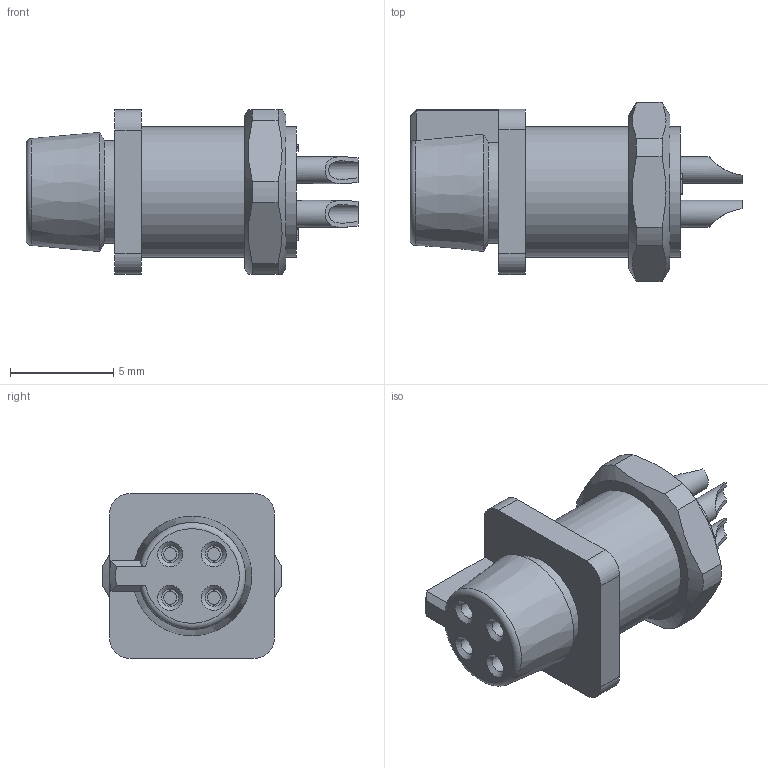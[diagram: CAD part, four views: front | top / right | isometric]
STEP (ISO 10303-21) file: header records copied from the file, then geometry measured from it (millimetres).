
FILE_DESCRIPTION(/* description */ (''),/* implementation_level */ '2;1');
FILE_NAME(/* name */ '09_9766_30_04_001_01.stp',/* time_stamp */ '2014-07-03T08:47:10+02:00',/* author */ (''),/* organization */ (''),/* preprocessor_version */ 'ST-DEVELOPER v14',/* originating_system */ 'SIEMENS PLM Software NX 8.0',/* authorisation */ '');
FILE_SCHEMA (('AP203_CONFIGURATION_CONTROLLED_3D_DESIGN_OF_MECHANICAL_PARTS_AND_ASSEMBLIES_MIM_LF { 1 0 10303 403 2 1 2}'));
Length unit declared in the file: millimetre
Products named in the file (1): cerl0408681F4g88
Bounding box: 16.1 x 8.69 x 8 mm (x, y, z)
Volume: 472.3 mm3; surface area: 792.6 mm2
Topology: 2 solids, 2 shells, 158 faces, 370 edges, 235 vertices
Faces by surface type: plane 81, cylinder 42, cone 27, extrusion 7, torus 1
Full cylindrical faces by diameter (mm): 0.82 x4, 0.85 x4, 0.9 x4, 1.3 x8, 1.35 x4, 5.385 x1, 6.35 x1
Entity records: 4883 total; most frequent: CARTESIAN_POINT 1528, DIRECTION 666, ORIENTED_EDGE 624, EDGE_CURVE 312, AXIS2_PLACEMENT_3D 283, EDGE_LOOP 213, VERTEX_POINT 211, ADVANCED_FACE 158
